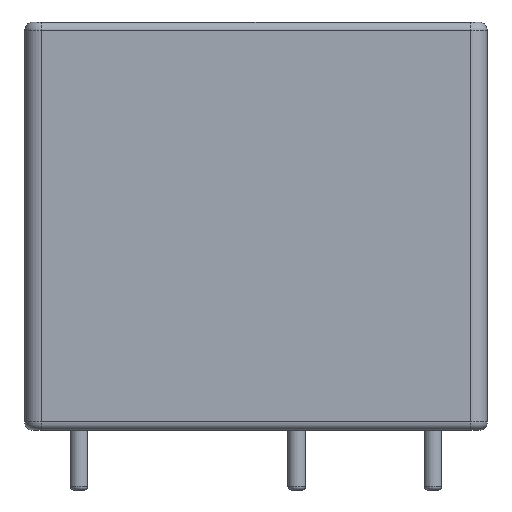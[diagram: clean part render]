
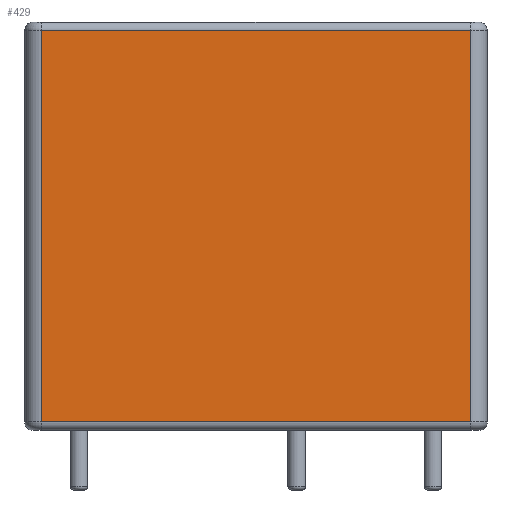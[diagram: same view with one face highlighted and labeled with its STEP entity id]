
A CAD part, left-side view. The second image highlights one B-rep face of the part: STEP entity #429.
In plain terms, the highlighted planar face has unit normal (-1, 0, 0).
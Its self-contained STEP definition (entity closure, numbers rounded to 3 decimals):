
#13=DIRECTION('',(0.,0.,1.));
#115=DIRECTION('',(-1.,0.,0.));
#129=VECTOR('',#130,1.);
#130=DIRECTION('',(0.,1.,0.));
#199=VERTEX_POINT('',#200);
#200=CARTESIAN_POINT('',(-3.4,2.2,0.6));
#237=VERTEX_POINT('',#238);
#238=CARTESIAN_POINT('',(-3.4,-23.,0.6));
#245=EDGE_CURVE('',#237,#199,#246,.T.);
#246=LINE('',#238,#129);
#380=VECTOR('',#13,1.);
#397=ORIENTED_EDGE('',*,*,#398,.F.);
#398=EDGE_CURVE('',#199,#399,#401,.T.);
#399=VERTEX_POINT('',#400);
#400=CARTESIAN_POINT('',(-3.4,2.2,23.6));
#401=LINE('',#402,#380);
#402=CARTESIAN_POINT('',(-3.4,2.2,0.1));
#429=ADVANCED_FACE('',(#430),#442,.T.);
#430=FACE_BOUND('',#431,.T.);
#431=EDGE_LOOP('',(#397,#432,#433,#439));
#432=ORIENTED_EDGE('',*,*,#245,.F.);
#433=ORIENTED_EDGE('',*,*,#434,.T.);
#434=EDGE_CURVE('',#237,#435,#437,.T.);
#435=VERTEX_POINT('',#436);
#436=CARTESIAN_POINT('',(-3.4,-23.,23.6));
#437=LINE('',#438,#380);
#438=CARTESIAN_POINT('',(-3.4,-23.,0.1));
#439=ORIENTED_EDGE('',*,*,#440,.T.);
#440=EDGE_CURVE('',#435,#399,#441,.T.);
#441=LINE('',#436,#129);
#442=PLANE('',#443);
#443=AXIS2_PLACEMENT_3D('',#444,#115,#130);
#444=CARTESIAN_POINT('',(-3.4,-24.,0.1));
